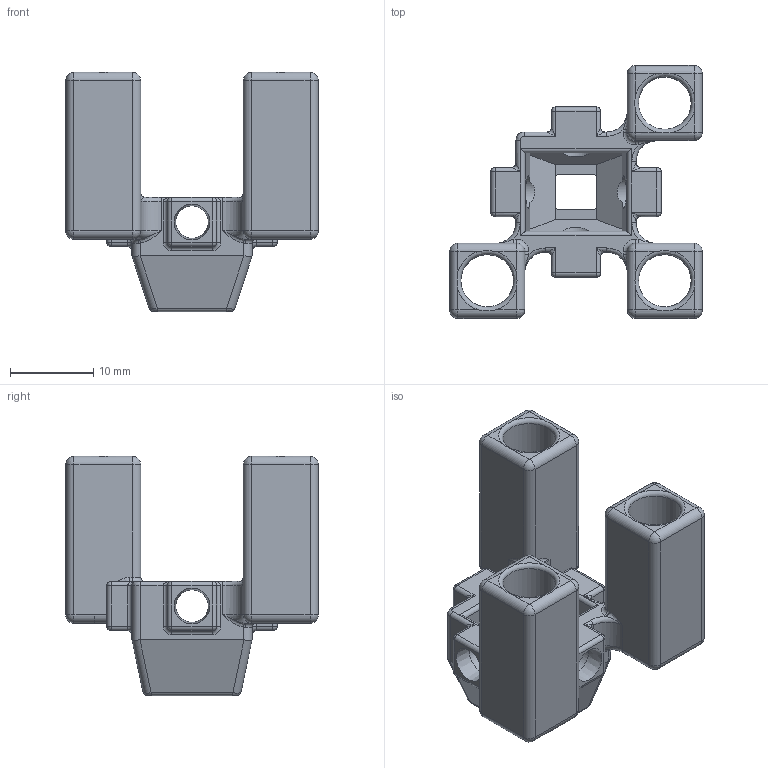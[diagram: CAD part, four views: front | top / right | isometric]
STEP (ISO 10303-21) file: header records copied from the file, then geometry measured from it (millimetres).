
FILE_DESCRIPTION(/* description */ (''),/* implementation_level */ '2;1');
FILE_NAME(/* name */ 'DockingHolder_NP1.stp',/* time_stamp */ '2023-03-17T16:46:43Z',/* author */ ('Pip'),/* organization */ (''),/* preprocessor_version */ 'ST-DEVELOPER v19',/* originating_system */ 'Autodesk Inventor 2023',/* authorisation */ '');
FILE_SCHEMA (('AUTOMOTIVE_DESIGN { 1 0 10303 214 3 1 1 }'));
Length unit declared in the file: millimetre
Products named in the file (1): DockingHolder
Bounding box: 30.3 x 30.3 x 28.7 mm (x, y, z)
Volume: 4740.4 mm3; surface area: 5077.1 mm2
Topology: 1 solids, 1 shells, 347 faces, 832 edges, 457 vertices
Faces by surface type: cylinder 147, plane 82, torus 42, sphere 41, bspline 31, cone 4
Full cylindrical faces by diameter (mm): 3.9 x4, 6.3 x3
Entity records: 11114 total; most frequent: CARTESIAN_POINT 3149, DIRECTION 1761, ORIENTED_EDGE 1624, EDGE_CURVE 812, AXIS2_PLACEMENT_3D 708, VERTEX_POINT 457, EDGE_LOOP 353, FACE_OUTER_BOUND 347
